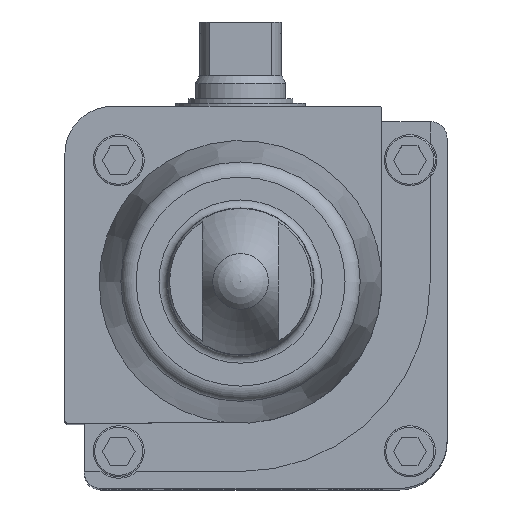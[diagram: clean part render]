
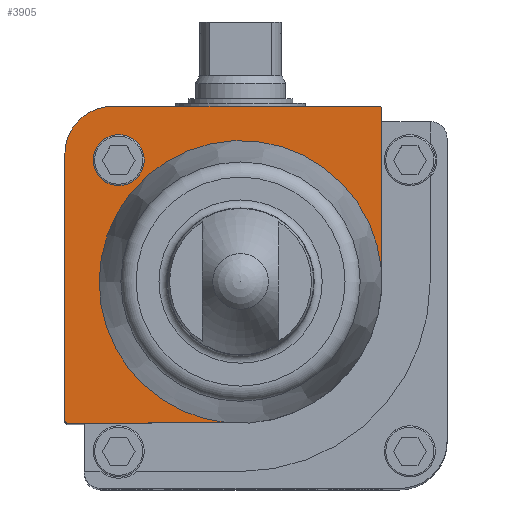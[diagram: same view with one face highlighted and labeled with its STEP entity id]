
A CAD part, top view. The second image highlights one B-rep face of the part: STEP entity #3905.
In plain terms, the highlighted planar face has unit normal (0, 0, 1).
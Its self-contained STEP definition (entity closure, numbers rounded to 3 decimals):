
#136=PLANE('',#4249);
#328=LINE('',#6119,#658);
#334=LINE('',#6168,#664);
#335=LINE('',#6174,#665);
#336=LINE('',#6176,#666);
#658=VECTOR('',#4794,1000.);
#664=VECTOR('',#4848,1000.);
#665=VECTOR('',#4857,1000.);
#666=VECTOR('',#4858,1000.);
#1107=ORIENTED_EDGE('',*,*,#2097,.T.);
#1108=ORIENTED_EDGE('',*,*,#2098,.F.);
#1109=ORIENTED_EDGE('',*,*,#2018,.T.);
#1110=ORIENTED_EDGE('',*,*,#2095,.T.);
#1111=ORIENTED_EDGE('',*,*,#2096,.T.);
#1112=ORIENTED_EDGE('',*,*,#2070,.T.);
#1113=ORIENTED_EDGE('',*,*,#2000,.T.);
#1114=ORIENTED_EDGE('',*,*,#2099,.F.);
#1115=ORIENTED_EDGE('',*,*,#2100,.T.);
#2000=EDGE_CURVE('',#2520,#2519,#2878,.T.);
#2018=EDGE_CURVE('',#2534,#2533,#2881,.T.);
#2070=EDGE_CURVE('',#2570,#2520,#328,.T.);
#2095=EDGE_CURVE('',#2533,#2588,#334,.T.);
#2096=EDGE_CURVE('',#2588,#2570,#2929,.T.);
#2097=EDGE_CURVE('',#2589,#2589,#2930,.T.);
#2098=EDGE_CURVE('',#2534,#2590,#335,.T.);
#2099=EDGE_CURVE('',#2591,#2519,#336,.T.);
#2100=EDGE_CURVE('',#2591,#2590,#2931,.T.);
#2519=VERTEX_POINT('',#5912);
#2520=VERTEX_POINT('',#5914);
#2533=VERTEX_POINT('',#5947);
#2534=VERTEX_POINT('',#5949);
#2570=VERTEX_POINT('',#6120);
#2588=VERTEX_POINT('',#6167);
#2589=VERTEX_POINT('',#6173);
#2590=VERTEX_POINT('',#6175);
#2591=VERTEX_POINT('',#6177);
#2878=CIRCLE('',#4179,1.184);
#2881=CIRCLE('',#4185,1.184);
#2929=CIRCLE('',#4248,16.86);
#2930=CIRCLE('',#4250,9.);
#2931=CIRCLE('',#4251,49.9);
#3109=EDGE_LOOP('',(#1107));
#3110=EDGE_LOOP('',(#1108,#1109,#1110,#1111,#1112,#1113,#1114,#1115));
#3483=FACE_BOUND('',#3109,.T.);
#3484=FACE_BOUND('',#3110,.T.);
#3905=ADVANCED_FACE('',(#3483,#3484),#136,.T.);
#4179=AXIS2_PLACEMENT_3D('',#5913,#4674,#4675);
#4185=AXIS2_PLACEMENT_3D('',#5948,#4701,#4702);
#4248=AXIS2_PLACEMENT_3D('',#6170,#4851,#4852);
#4249=AXIS2_PLACEMENT_3D('',#6171,#4853,#4854);
#4250=AXIS2_PLACEMENT_3D('',#6172,#4855,#4856);
#4251=AXIS2_PLACEMENT_3D('',#6178,#4859,#4860);
#4674=DIRECTION('',(0.,0.,1.));
#4675=DIRECTION('',(1.,0.,0.));
#4701=DIRECTION('',(0.,0.,1.));
#4702=DIRECTION('',(1.,0.,0.));
#4794=DIRECTION('',(0.,-1.,0.));
#4848=DIRECTION('',(-1.,0.,0.));
#4851=DIRECTION('',(0.,0.,1.));
#4852=DIRECTION('',(1.,0.,0.));
#4853=DIRECTION('',(0.,0.,1.));
#4854=DIRECTION('',(1.,0.,0.));
#4855=DIRECTION('',(0.,0.,-1.));
#4856=DIRECTION('',(-1.,0.,0.));
#4857=DIRECTION('',(-0.004,-1.,0.));
#4858=DIRECTION('',(-1.,-0.004,0.));
#4859=DIRECTION('',(0.,0.,-1.));
#4860=DIRECTION('',(-1.,0.,0.));
#5912=CARTESIAN_POINT('',(-60.916,-49.896,153.35));
#5913=CARTESIAN_POINT('',(-60.816,-48.716,153.35));
#5914=CARTESIAN_POINT('',(-62.,-48.716,153.35));
#5947=CARTESIAN_POINT('',(48.716,62.,153.35));
#5948=CARTESIAN_POINT('',(48.716,60.816,153.35));
#5949=CARTESIAN_POINT('',(49.896,60.916,153.35));
#6119=CARTESIAN_POINT('',(-62.,45.14,153.35));
#6120=CARTESIAN_POINT('',(-62.,45.14,153.35));
#6167=CARTESIAN_POINT('',(-45.14,62.,153.35));
#6168=CARTESIAN_POINT('',(48.716,62.,153.35));
#6170=CARTESIAN_POINT('',(-45.14,45.14,153.35));
#6171=CARTESIAN_POINT('',(-60.816,-48.716,153.35));
#6172=CARTESIAN_POINT('',(-43.,43.,153.35));
#6173=CARTESIAN_POINT('',(-52.,43.,153.35));
#6174=CARTESIAN_POINT('',(49.9,62.,153.35));
#6175=CARTESIAN_POINT('',(49.679,4.696,153.35));
#6176=CARTESIAN_POINT('',(0.192,-49.66,153.35));
#6177=CARTESIAN_POINT('',(-4.696,-49.679,153.35));
#6178=CARTESIAN_POINT('',(0.,0.,153.35));
